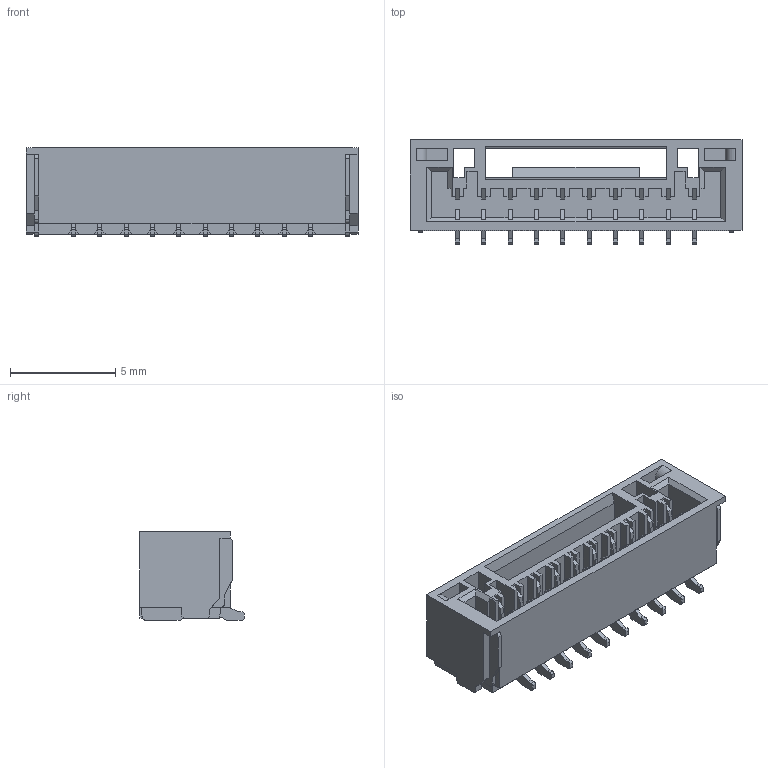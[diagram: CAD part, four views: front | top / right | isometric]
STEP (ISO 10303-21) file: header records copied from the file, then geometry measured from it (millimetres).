
FILE_DESCRIPTION (( 'STEP AP214' ), '1' );
FILE_NAME ('FWF12513-S10S24W5M-REF.STEP', '2025-03-27T09:54:19', ( '' ), ( '' ), 'SwSTEP 2.0', 'SolidWorks 2021', '' );
FILE_SCHEMA (( 'AUTOMOTIVE_DESIGN' ));
Length unit declared in the file: millimetre
Products named in the file (1): FWF12513-S10S24W5M-REF
Bounding box: 15.75 x 4.95 x 4.2 mm (x, y, z)
Volume: 142.6 mm3; surface area: 617 mm2
Topology: 1 solids, 1 shells, 493 faces, 1391 edges, 904 vertices
Faces by surface type: plane 463, cylinder 30
Entity records: 15617 total; most frequent: CARTESIAN_POINT 2789, ORIENTED_EDGE 2782, DIRECTION 2445, EDGE_CURVE 1391, LINE 1325, VECTOR 1325, VERTEX_POINT 904, AXIS2_PLACEMENT_3D 560
